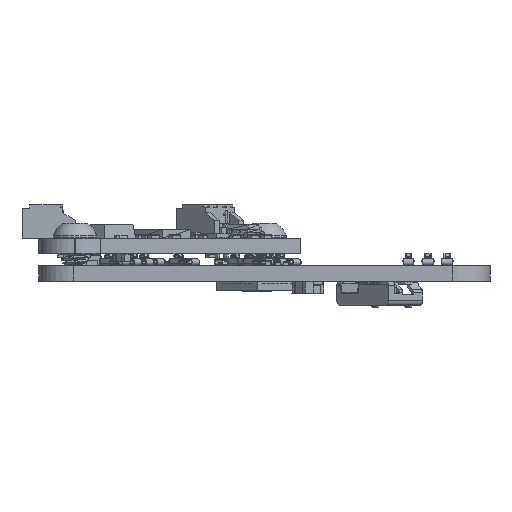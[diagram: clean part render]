
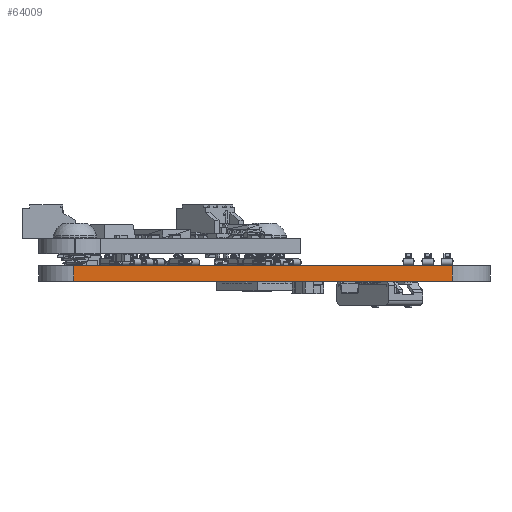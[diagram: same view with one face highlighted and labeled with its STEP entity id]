
A CAD part, left-side view. The second image highlights one B-rep face of the part: STEP entity #64009.
In plain terms, the highlighted planar face has unit normal (-1, 0, 0).
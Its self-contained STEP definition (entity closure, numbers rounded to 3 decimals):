
#4452=PLANE('',#68390);
#7279=FACE_OUTER_BOUND('',#10741,.T.);
#10741=EDGE_LOOP('',(#51249,#51250,#51251,#51252));
#16245=LINE('',#100739,#23469);
#16246=LINE('',#100742,#23470);
#16247=LINE('',#100744,#23471);
#16248=LINE('',#100745,#23472);
#23469=VECTOR('',#79475,10.);
#23470=VECTOR('',#79478,10.);
#23471=VECTOR('',#79479,10.);
#23472=VECTOR('',#79480,10.);
#31088=VERTEX_POINT('',#100735);
#31089=VERTEX_POINT('',#100737);
#31090=VERTEX_POINT('',#100741);
#31091=VERTEX_POINT('',#100743);
#39188=EDGE_CURVE('',#31088,#31089,#16245,.T.);
#39189=EDGE_CURVE('',#31088,#31090,#16246,.T.);
#39190=EDGE_CURVE('',#31091,#31089,#16247,.T.);
#39191=EDGE_CURVE('',#31090,#31091,#16248,.T.);
#51249=ORIENTED_EDGE('',*,*,#39189,.F.);
#51250=ORIENTED_EDGE('',*,*,#39188,.T.);
#51251=ORIENTED_EDGE('',*,*,#39190,.F.);
#51252=ORIENTED_EDGE('',*,*,#39191,.F.);
#64009=ADVANCED_FACE('',(#7279),#4452,.T.);
#68390=AXIS2_PLACEMENT_3D('',#100740,#79476,#79477);
#79475=DIRECTION('',(0.,0.,1.));
#79476=DIRECTION('center_axis',(-1.,0.,0.));
#79477=DIRECTION('ref_axis',(0.,-1.,0.));
#79478=DIRECTION('',(0.,1.,0.));
#79479=DIRECTION('',(0.,-1.,0.));
#79480=DIRECTION('',(0.,0.,1.));
#100735=CARTESIAN_POINT('',(0.,4.,0.));
#100737=CARTESIAN_POINT('',(0.,4.,1.57));
#100739=CARTESIAN_POINT('',(0.,4.,0.));
#100740=CARTESIAN_POINT('Origin',(0.,43.,0.));
#100741=CARTESIAN_POINT('',(0.,43.,0.));
#100742=CARTESIAN_POINT('',(0.,4.,0.));
#100743=CARTESIAN_POINT('',(0.,43.,1.57));
#100744=CARTESIAN_POINT('',(0.,4.,1.57));
#100745=CARTESIAN_POINT('',(0.,43.,0.));
